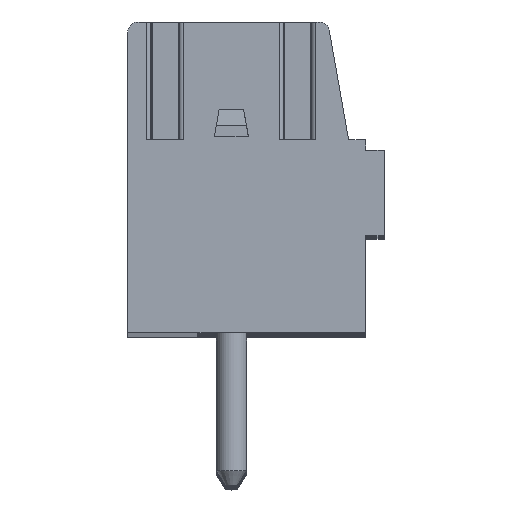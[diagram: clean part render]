
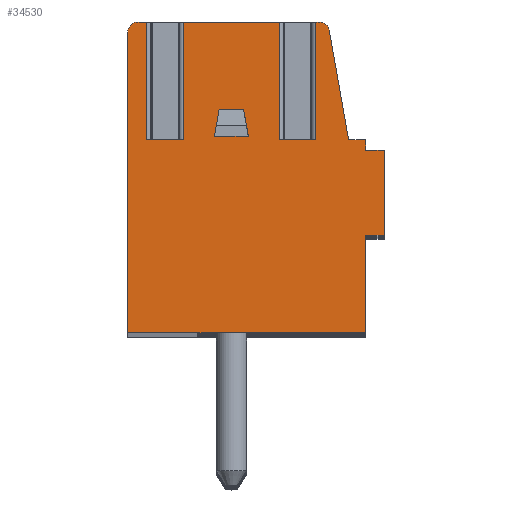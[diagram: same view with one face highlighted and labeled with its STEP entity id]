
A CAD part, top view. The second image highlights one B-rep face of the part: STEP entity #34530.
In plain terms, the highlighted planar face has unit normal (0, 0, 1).
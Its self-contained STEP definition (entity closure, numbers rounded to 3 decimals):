
#4805=DIRECTION('',(-1.,0.,0.));
#4806=VECTOR('',#4805,1.07);
#4807=CARTESIAN_POINT('',(2.035,1.105,1.75));
#4808=LINE('',#4807,#4806);
#4809=DIRECTION('',(0.,1.,0.));
#4810=VECTOR('',#4809,3.47);
#4811=CARTESIAN_POINT('',(2.035,1.105,1.75));
#4812=LINE('',#4811,#4810);
#4813=DIRECTION('',(1.,0.,0.));
#4814=VECTOR('',#4813,0.101);
#4815=CARTESIAN_POINT('',(2.035,4.575,1.75));
#4816=LINE('',#4815,#4814);
#4817=CARTESIAN_POINT('',(2.136,4.275,1.75));
#4818=DIRECTION('',(0.,0.,-1.));
#4819=DIRECTION('',(0.,1.,0.));
#4820=AXIS2_PLACEMENT_3D('',#4817,#4818,#4819);
#4822=DIRECTION('',(0.174,-0.985,0.));
#4823=VECTOR('',#4822,3.272);
#4824=CARTESIAN_POINT('',(2.432,4.327,1.75));
#4825=LINE('',#4824,#4823);
#4826=DIRECTION('',(1.,0.,0.));
#4827=VECTOR('',#4826,0.5);
#4828=CARTESIAN_POINT('',(3.,1.105,1.75));
#4829=LINE('',#4828,#4827);
#4830=DIRECTION('',(0.,-1.,0.));
#4831=VECTOR('',#4830,0.3);
#4832=CARTESIAN_POINT('',(3.5,1.105,1.75));
#4833=LINE('',#4832,#4831);
#4834=DIRECTION('',(0.,-1.,0.));
#4835=VECTOR('',#4834,2.88);
#4836=CARTESIAN_POINT('',(3.5,-1.695,1.75));
#4837=LINE('',#4836,#4835);
#4838=DIRECTION('',(-1.,0.,0.));
#4839=VECTOR('',#4838,7.);
#4840=CARTESIAN_POINT('',(3.5,-4.575,1.75));
#4841=LINE('',#4840,#4839);
#4842=DIRECTION('',(0.,1.,0.));
#4843=VECTOR('',#4842,8.85);
#4844=CARTESIAN_POINT('',(-3.5,-4.575,1.75));
#4845=LINE('',#4844,#4843);
#4846=CARTESIAN_POINT('',(-3.2,4.275,1.75));
#4847=DIRECTION('',(0.,0.,-1.));
#4848=DIRECTION('',(-1.,0.,0.));
#4849=AXIS2_PLACEMENT_3D('',#4846,#4847,#4848);
#4851=DIRECTION('',(1.,0.,0.));
#4852=VECTOR('',#4851,0.265);
#4853=CARTESIAN_POINT('',(-3.2,4.575,1.75));
#4854=LINE('',#4853,#4852);
#4855=DIRECTION('',(0.,1.,0.));
#4856=VECTOR('',#4855,3.47);
#4857=CARTESIAN_POINT('',(-2.935,1.105,1.75));
#4858=LINE('',#4857,#4856);
#4859=DIRECTION('',(-1.,0.,0.));
#4860=VECTOR('',#4859,1.07);
#4861=CARTESIAN_POINT('',(-1.865,1.105,1.75));
#4862=LINE('',#4861,#4860);
#4863=DIRECTION('',(0.,1.,0.));
#4864=VECTOR('',#4863,3.47);
#4865=CARTESIAN_POINT('',(-1.865,1.105,1.75));
#4866=LINE('',#4865,#4864);
#4867=DIRECTION('',(1.,0.,0.));
#4868=VECTOR('',#4867,2.83);
#4869=CARTESIAN_POINT('',(-1.865,4.575,1.75));
#4870=LINE('',#4869,#4868);
#4871=DIRECTION('',(0.,1.,0.));
#4872=VECTOR('',#4871,3.47);
#4873=CARTESIAN_POINT('',(0.965,1.105,1.75));
#4874=LINE('',#4873,#4872);
#4875=DIRECTION('',(-1.,0.,0.));
#4876=VECTOR('',#4875,0.718);
#4877=CARTESIAN_POINT('',(-0.091,2.005,1.75));
#4878=LINE('',#4877,#4876);
#4879=DIRECTION('',(-0.174,-0.985,0.));
#4880=VECTOR('',#4879,0.812);
#4881=CARTESIAN_POINT('',(-0.809,2.005,1.75));
#4882=LINE('',#4881,#4880);
#4883=DIRECTION('',(1.,0.,0.));
#4884=VECTOR('',#4883,1.);
#4885=CARTESIAN_POINT('',(-0.95,1.205,1.75));
#4886=LINE('',#4885,#4884);
#4887=DIRECTION('',(-0.174,0.985,0.));
#4888=VECTOR('',#4887,0.812);
#4889=CARTESIAN_POINT('',(0.05,1.205,1.75));
#4890=LINE('',#4889,#4888);
#5191=DIRECTION('',(-1.,0.,0.));
#5192=VECTOR('',#5191,0.55);
#5193=CARTESIAN_POINT('',(4.05,0.805,1.75));
#5194=LINE('',#5193,#5192);
#5954=DIRECTION('',(0.,1.,0.));
#5955=VECTOR('',#5954,2.5);
#5956=CARTESIAN_POINT('',(4.05,-1.695,1.75));
#5957=LINE('',#5956,#5955);
#6218=DIRECTION('',(1.,0.,0.));
#6219=VECTOR('',#6218,0.55);
#6220=CARTESIAN_POINT('',(3.5,-1.695,1.75));
#6221=LINE('',#6220,#6219);
#21616=CARTESIAN_POINT('',(-3.5,4.275,1.75));
#21617=CARTESIAN_POINT('',(-3.2,4.575,1.75));
#21618=VERTEX_POINT('',#21616);
#21619=VERTEX_POINT('',#21617);
#21620=CARTESIAN_POINT('',(-3.5,-4.575,1.75));
#21621=VERTEX_POINT('',#21620);
#21622=CARTESIAN_POINT('',(3.5,-4.575,1.75));
#21623=VERTEX_POINT('',#21622);
#21624=CARTESIAN_POINT('',(3.5,-1.695,1.75));
#21625=VERTEX_POINT('',#21624);
#21626=CARTESIAN_POINT('',(3.5,1.105,1.75));
#21627=CARTESIAN_POINT('',(3.5,0.805,1.75));
#21628=VERTEX_POINT('',#21626);
#21629=VERTEX_POINT('',#21627);
#21630=CARTESIAN_POINT('',(3.,1.105,1.75));
#21631=VERTEX_POINT('',#21630);
#21632=CARTESIAN_POINT('',(2.432,4.327,1.75));
#21633=VERTEX_POINT('',#21632);
#21634=CARTESIAN_POINT('',(2.136,4.575,1.75));
#21635=VERTEX_POINT('',#21634);
#21773=CARTESIAN_POINT('',(4.05,-1.695,1.75));
#21775=VERTEX_POINT('',#21773);
#21777=CARTESIAN_POINT('',(4.05,0.805,1.75));
#21779=VERTEX_POINT('',#21777);
#21956=CARTESIAN_POINT('',(2.035,1.105,1.75));
#21957=CARTESIAN_POINT('',(0.965,1.105,1.75));
#21958=VERTEX_POINT('',#21956);
#21959=VERTEX_POINT('',#21957);
#21960=CARTESIAN_POINT('',(-1.865,1.105,1.75));
#21961=CARTESIAN_POINT('',(-2.935,1.105,1.75));
#21962=VERTEX_POINT('',#21960);
#21963=VERTEX_POINT('',#21961);
#21964=CARTESIAN_POINT('',(-2.935,4.575,1.75));
#21965=VERTEX_POINT('',#21964);
#21966=CARTESIAN_POINT('',(-1.865,4.575,1.75));
#21967=VERTEX_POINT('',#21966);
#21968=CARTESIAN_POINT('',(2.035,4.575,1.75));
#21969=VERTEX_POINT('',#21968);
#21970=CARTESIAN_POINT('',(0.965,4.575,1.75));
#21971=VERTEX_POINT('',#21970);
#22000=CARTESIAN_POINT('',(-0.95,1.205,1.75));
#22001=CARTESIAN_POINT('',(0.05,1.205,1.75));
#22002=VERTEX_POINT('',#22000);
#22003=VERTEX_POINT('',#22001);
#22005=CARTESIAN_POINT('',(-0.809,2.005,1.75));
#22007=VERTEX_POINT('',#22005);
#22008=CARTESIAN_POINT('',(-0.091,2.005,1.75));
#22009=VERTEX_POINT('',#22008);
#34477=CARTESIAN_POINT('',(0.,0.,1.75));
#34478=DIRECTION('',(0.,0.,1.));
#34479=DIRECTION('',(1.,0.,0.));
#34480=AXIS2_PLACEMENT_3D('',#34477,#34478,#34479);
#34481=PLANE('',#34480);
#34483=ORIENTED_EDGE('',*,*,#34482,.F.);
#34485=ORIENTED_EDGE('',*,*,#34484,.T.);
#34486=ORIENTED_EDGE('',*,*,#28083,.T.);
#34488=ORIENTED_EDGE('',*,*,#34487,.T.);
#34490=ORIENTED_EDGE('',*,*,#34489,.T.);
#34492=ORIENTED_EDGE('',*,*,#34491,.T.);
#34494=ORIENTED_EDGE('',*,*,#34493,.T.);
#34496=ORIENTED_EDGE('',*,*,#34495,.F.);
#34498=ORIENTED_EDGE('',*,*,#34497,.F.);
#34500=ORIENTED_EDGE('',*,*,#34499,.F.);
#34502=ORIENTED_EDGE('',*,*,#34501,.T.);
#34504=ORIENTED_EDGE('',*,*,#34503,.T.);
#34506=ORIENTED_EDGE('',*,*,#34505,.T.);
#34508=ORIENTED_EDGE('',*,*,#34507,.T.);
#34509=ORIENTED_EDGE('',*,*,#28048,.T.);
#34511=ORIENTED_EDGE('',*,*,#34510,.F.);
#34513=ORIENTED_EDGE('',*,*,#34512,.F.);
#34514=ORIENTED_EDGE('',*,*,#34468,.T.);
#34515=ORIENTED_EDGE('',*,*,#28099,.T.);
#34517=ORIENTED_EDGE('',*,*,#34516,.F.);
#34518=EDGE_LOOP('',(#34483,#34485,#34486,#34488,#34490,#34492,#34494,#34496,
#34498,#34500,#34502,#34504,#34506,#34508,#34509,#34511,#34513,#34514,#34515,
#34517));
#34519=FACE_OUTER_BOUND('',#34518,.F.);
#34521=ORIENTED_EDGE('',*,*,#34520,.T.);
#34523=ORIENTED_EDGE('',*,*,#34522,.T.);
#34525=ORIENTED_EDGE('',*,*,#34524,.T.);
#34527=ORIENTED_EDGE('',*,*,#34526,.T.);
#34528=EDGE_LOOP('',(#34521,#34523,#34525,#34527));
#34529=FACE_BOUND('',#34528,.F.);
#4821=CIRCLE('',#4820,0.3);
#4850=CIRCLE('',#4849,0.3);
#28048=EDGE_CURVE('',#21619,#21965,#4854,.T.);
#28083=EDGE_CURVE('',#21969,#21635,#4816,.T.);
#28099=EDGE_CURVE('',#21967,#21971,#4870,.T.);
#34468=EDGE_CURVE('',#21962,#21967,#4866,.T.);
#34482=EDGE_CURVE('',#21958,#21959,#4808,.T.);
#34484=EDGE_CURVE('',#21958,#21969,#4812,.T.);
#34487=EDGE_CURVE('',#21635,#21633,#4821,.T.);
#34489=EDGE_CURVE('',#21633,#21631,#4825,.T.);
#34491=EDGE_CURVE('',#21631,#21628,#4829,.T.);
#34493=EDGE_CURVE('',#21628,#21629,#4833,.T.);
#34495=EDGE_CURVE('',#21779,#21629,#5194,.T.);
#34497=EDGE_CURVE('',#21775,#21779,#5957,.T.);
#34499=EDGE_CURVE('',#21625,#21775,#6221,.T.);
#34501=EDGE_CURVE('',#21625,#21623,#4837,.T.);
#34503=EDGE_CURVE('',#21623,#21621,#4841,.T.);
#34505=EDGE_CURVE('',#21621,#21618,#4845,.T.);
#34507=EDGE_CURVE('',#21618,#21619,#4850,.T.);
#34510=EDGE_CURVE('',#21963,#21965,#4858,.T.);
#34512=EDGE_CURVE('',#21962,#21963,#4862,.T.);
#34516=EDGE_CURVE('',#21959,#21971,#4874,.T.);
#34520=EDGE_CURVE('',#22009,#22007,#4878,.T.);
#34522=EDGE_CURVE('',#22007,#22002,#4882,.T.);
#34524=EDGE_CURVE('',#22002,#22003,#4886,.T.);
#34526=EDGE_CURVE('',#22003,#22009,#4890,.T.);
#34530=ADVANCED_FACE('',(#34519,#34529),#34481,.T.);
